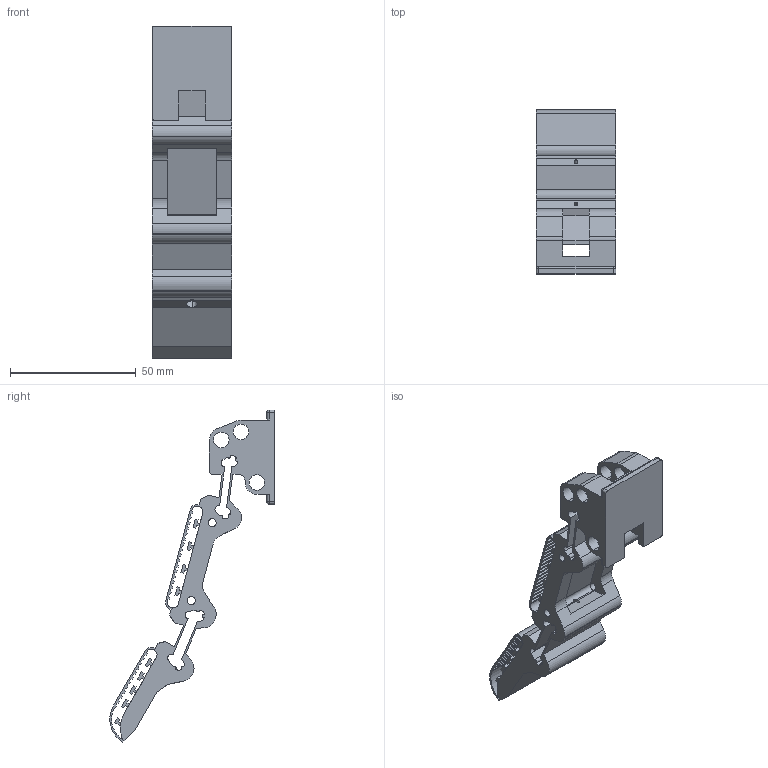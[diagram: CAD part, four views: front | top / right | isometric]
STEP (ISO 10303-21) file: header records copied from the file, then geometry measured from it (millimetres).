
FILE_DESCRIPTION (( 'STEP AP203' ), '1' );
FILE_NAME ('finger_ff_t42_¸Ä.STEP', '2022-04-02T07:05:09', ( '' ), ( '' ), 'SwSTEP 2.0', 'SolidWorks 2020', '' );
FILE_SCHEMA (( 'CONFIG_CONTROL_DESIGN' ));
Length unit declared in the file: millimetre
Products named in the file (1): finger_ff_t42_蜊
Bounding box: 31.75 x 65.41 x 131.98 mm (x, y, z)
Volume: 41796.6 mm3; surface area: 30880 mm2
Topology: 1 solids, 1 shells, 375 faces, 1096 edges, 724 vertices
Faces by surface type: plane 271, cylinder 100, sphere 4
Entity records: 12521 total; most frequent: CARTESIAN_POINT 2290, ORIENTED_EDGE 2184, DIRECTION 2024, EDGE_CURVE 1092, LINE 884, VECTOR 884, VERTEX_POINT 724, AXIS2_PLACEMENT_3D 570
